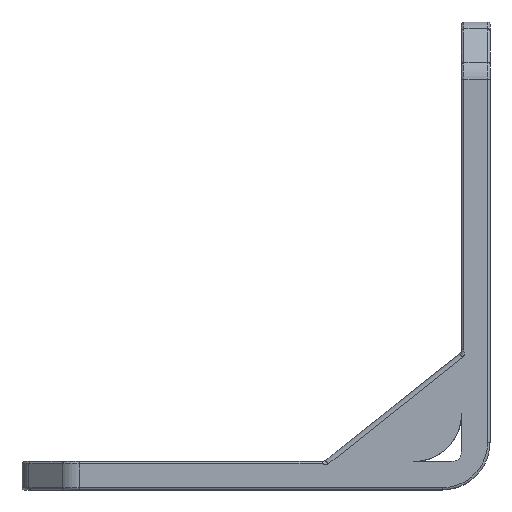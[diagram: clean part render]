
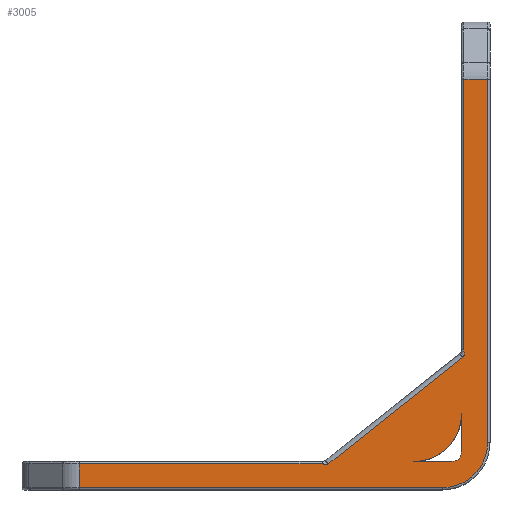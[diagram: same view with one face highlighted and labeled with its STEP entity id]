
A CAD part, left-side view. The second image highlights one B-rep face of the part: STEP entity #3005.
In plain terms, the highlighted planar face has unit normal (-1, 0, 0).
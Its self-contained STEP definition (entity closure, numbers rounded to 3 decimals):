
#100 = AXIS2_PLACEMENT_3D ( 'NONE', #4358, #767, #406 ) ;
#195 = CARTESIAN_POINT ( 'NONE',  ( -50., -43.75, 29.483 ) ) ;
#203 = ORIENTED_EDGE ( 'NONE', *, *, #1563, .T. ) ;
#245 = CARTESIAN_POINT ( 'NONE',  ( -50., -14.147, 5.5 ) ) ;
#256 = EDGE_LOOP ( 'NONE', ( #1378, #3339, #5522, #5340, #203, #1025, #5354, #5375, #4673, #921 ) ) ;
#274 = CIRCLE ( 'NONE', #2407, 2. ) ;
#281 = CARTESIAN_POINT ( 'NONE',  ( -50., -43.75, 29.189 ) ) ;
#406 = DIRECTION ( 'NONE',  ( 0., 0., -1. ) ) ;
#450 = VERTEX_POINT ( 'NONE', #2258 ) ;
#565 = ORIENTED_EDGE ( 'NONE', *, *, #1382, .T. ) ;
#636 = CARTESIAN_POINT ( 'NONE',  ( -50., -48.75, 10. ) ) ;
#657 = CARTESIAN_POINT ( 'NONE',  ( -50., -43.793, 28.926 ) ) ;
#658 = CARTESIAN_POINT ( 'NONE',  ( -50., -33.25, 16. ) ) ;
#661 = VECTOR ( 'NONE', #3214, 1000. ) ;
#753 = CIRCLE ( 'NONE', #3163, 9.5 ) ;
#759 = DIRECTION ( 'NONE',  ( 0., 0., -1. ) ) ;
#767 = DIRECTION ( 'NONE',  ( 1., 0., 0. ) ) ;
#811 = PLANE ( 'NONE',  #100 ) ;
#921 = ORIENTED_EDGE ( 'NONE', *, *, #2529, .T. ) ;
#966 = EDGE_CURVE ( 'NONE', #3022, #1497, #2509, .T. ) ;
#1025 = ORIENTED_EDGE ( 'NONE', *, *, #1318, .T. ) ;
#1143 = CARTESIAN_POINT ( 'NONE',  ( -50., -43.792, 28.154 ) ) ;
#1243 = VERTEX_POINT ( 'NONE', #3307 ) ;
#1318 = EDGE_CURVE ( 'NONE', #2982, #1534, #2540, .T. ) ;
#1352 = LINE ( 'NONE', #4432, #2896 ) ;
#1378 = ORIENTED_EDGE ( 'NONE', *, *, #2471, .T. ) ;
#1382 = EDGE_CURVE ( 'NONE', #4902, #4005, #274, .T. ) ;
#1464 = LINE ( 'NONE', #3303, #3237 ) ;
#1497 = VERTEX_POINT ( 'NONE', #3632 ) ;
#1523 = LINE ( 'NONE', #1551, #4151 ) ;
#1534 = VERTEX_POINT ( 'NONE', #3188 ) ;
#1551 = CARTESIAN_POINT ( 'NONE',  ( -50., -49.25, 5.5 ) ) ;
#1563 = EDGE_CURVE ( 'NONE', #3022, #2982, #1523, .T. ) ;
#1628 = CARTESIAN_POINT ( 'NONE',  ( -50., -14.902, 5.238 ) ) ;
#1640 = LINE ( 'NONE', #3857, #3141 ) ;
#1662 = DIRECTION ( 'NONE',  ( 0., 0., -1. ) ) ;
#1695 = DIRECTION ( 'NONE',  ( 0., 1., 0. ) ) ;
#1731 = CARTESIAN_POINT ( 'NONE',  ( -50., 37.179, 5.5 ) ) ;
#1875 = DIRECTION ( 'NONE',  ( 0., -1., 0. ) ) ;
#2196 = ORIENTED_EDGE ( 'NONE', *, *, #4587, .T. ) ;
#2258 = CARTESIAN_POINT ( 'NONE',  ( -50., -43.75, 29.483 ) ) ;
#2295 = EDGE_CURVE ( 'NONE', #5098, #3478, #1464, .T. ) ;
#2302 = VERTEX_POINT ( 'NONE', #4999 ) ;
#2376 = EDGE_CURVE ( 'NONE', #4975, #4902, #3338, .T. ) ;
#2407 = AXIS2_PLACEMENT_3D ( 'NONE', #3602, #3916, #5335 ) ;
#2436 = DIRECTION ( 'NONE',  ( -1., 0., 0. ) ) ;
#2471 = EDGE_CURVE ( 'NONE', #2302, #450, #5198, .T. ) ;
#2493 = CARTESIAN_POINT ( 'NONE',  ( -50., -13.905, 5.5 ) ) ;
#2509 = B_SPLINE_CURVE_WITH_KNOTS ( 'NONE', 3,
 ( #2493, #245, #5561, #4282, #1628, #5588 ),
 .UNSPECIFIED., .F., .F.,
 ( 4, 2, 4 ),
 ( 0., 0.5, 1. ),
 .UNSPECIFIED. ) ;
#2511 = CARTESIAN_POINT ( 'NONE',  ( -50., -41.25, 6. ) ) ;
#2529 = EDGE_CURVE ( 'NONE', #3478, #2302, #3398, .T. ) ;
#2535 = CARTESIAN_POINT ( 'NONE',  ( -50., -43.25, 86.429 ) ) ;
#2540 = LINE ( 'NONE', #2591, #3416 ) ;
#2591 = CARTESIAN_POINT ( 'NONE',  ( -50., 37.179, 0. ) ) ;
#2654 = VERTEX_POINT ( 'NONE', #3026 ) ;
#2662 = ORIENTED_EDGE ( 'NONE', *, *, #2376, .T. ) ;
#2712 = DIRECTION ( 'NONE',  ( 0., 0., -1. ) ) ;
#2896 = VECTOR ( 'NONE', #1875, 1000. ) ;
#2982 = VERTEX_POINT ( 'NONE', #1731 ) ;
#3005 = ADVANCED_FACE ( 'NONE', ( #4303, #5205 ), #811, .F. ) ;
#3022 = VERTEX_POINT ( 'NONE', #5228 ) ;
#3026 = CARTESIAN_POINT ( 'NONE',  ( -50., -43.493, 27.916 ) ) ;
#3141 = VECTOR ( 'NONE', #3400, 1000. ) ;
#3163 = AXIS2_PLACEMENT_3D ( 'NONE', #3610, #3979, #2712 ) ;
#3188 = CARTESIAN_POINT ( 'NONE',  ( -50., 37.179, 0.5 ) ) ;
#3214 = DIRECTION ( 'NONE',  ( 0., 0., -1. ) ) ;
#3237 = VECTOR ( 'NONE', #3662, 1000. ) ;
#3291 = EDGE_CURVE ( 'NONE', #2654, #1497, #1640, .T. ) ;
#3303 = CARTESIAN_POINT ( 'NONE',  ( -50., -48.75, 6. ) ) ;
#3307 = CARTESIAN_POINT ( 'NONE',  ( -50., -39.25, 0.5 ) ) ;
#3310 = DIRECTION ( 'NONE',  ( 0., 0., 1. ) ) ;
#3338 = LINE ( 'NONE', #5482, #661 ) ;
#3339 = ORIENTED_EDGE ( 'NONE', *, *, #3918, .F. ) ;
#3398 = LINE ( 'NONE', #2535, #4168 ) ;
#3399 = EDGE_LOOP ( 'NONE', ( #3998, #2196, #2662, #565 ) ) ;
#3400 = DIRECTION ( 'NONE',  ( 0., 0.783, -0.621 ) ) ;
#3416 = VECTOR ( 'NONE', #759, 1000. ) ;
#3478 = VERTEX_POINT ( 'NONE', #3631 ) ;
#3555 = AXIS2_PLACEMENT_3D ( 'NONE', #658, #2436, #3310 ) ;
#3578 = EDGE_CURVE ( 'NONE', #4780, #4005, #4449, .T. ) ;
#3602 = CARTESIAN_POINT ( 'NONE',  ( -50., -41.25, 8. ) ) ;
#3610 = CARTESIAN_POINT ( 'NONE',  ( -50., -39.25, 10. ) ) ;
#3631 = CARTESIAN_POINT ( 'NONE',  ( -50., -48.75, 86.429 ) ) ;
#3632 = CARTESIAN_POINT ( 'NONE',  ( -50., -15.148, 5.433 ) ) ;
#3662 = DIRECTION ( 'NONE',  ( 0., 0., 1. ) ) ;
#3695 = CARTESIAN_POINT ( 'NONE',  ( -50., -43.493, 27.916 ) ) ;
#3796 = CARTESIAN_POINT ( 'NONE',  ( -50., -43.75, 29. ) ) ;
#3823 = CIRCLE ( 'NONE', #3555, 10. ) ;
#3852 = EDGE_CURVE ( 'NONE', #1243, #5098, #753, .T. ) ;
#3857 = CARTESIAN_POINT ( 'NONE',  ( -50., -15.04, 5.347 ) ) ;
#3898 = VECTOR ( 'NONE', #4863, 1000. ) ;
#3916 = DIRECTION ( 'NONE',  ( 1., 0., 0. ) ) ;
#3918 = EDGE_CURVE ( 'NONE', #2654, #450, #5361, .T. ) ;
#3979 = DIRECTION ( 'NONE',  ( -1., 0., 0. ) ) ;
#3998 = ORIENTED_EDGE ( 'NONE', *, *, #3578, .F. ) ;
#4005 = VERTEX_POINT ( 'NONE', #2511 ) ;
#4058 = EDGE_CURVE ( 'NONE', #1534, #1243, #1352, .T. ) ;
#4129 = CARTESIAN_POINT ( 'NONE',  ( -50., -43.807, 28.414 ) ) ;
#4151 = VECTOR ( 'NONE', #5391, 1000. ) ;
#4168 = VECTOR ( 'NONE', #1695, 1000. ) ;
#4282 = CARTESIAN_POINT ( 'NONE',  ( -50., -14.709, 5.299 ) ) ;
#4303 = FACE_OUTER_BOUND ( 'NONE', #256, .T. ) ;
#4358 = CARTESIAN_POINT ( 'NONE',  ( -50., -49.25, 6. ) ) ;
#4421 = CARTESIAN_POINT ( 'NONE',  ( -50., -43.25, 8. ) ) ;
#4432 = CARTESIAN_POINT ( 'NONE',  ( -50., -39.25, 0.5 ) ) ;
#4449 = LINE ( 'NONE', #5325, #3898 ) ;
#4506 = CARTESIAN_POINT ( 'NONE',  ( -50., -33.25, 6. ) ) ;
#4587 = EDGE_CURVE ( 'NONE', #4780, #4975, #3823, .T. ) ;
#4673 = ORIENTED_EDGE ( 'NONE', *, *, #2295, .T. ) ;
#4780 = VERTEX_POINT ( 'NONE', #4506 ) ;
#4863 = DIRECTION ( 'NONE',  ( 0., -1., 0. ) ) ;
#4902 = VERTEX_POINT ( 'NONE', #4421 ) ;
#4975 = VERTEX_POINT ( 'NONE', #5309 ) ;
#4999 = CARTESIAN_POINT ( 'NONE',  ( -50., -43.75, 86.429 ) ) ;
#5098 = VERTEX_POINT ( 'NONE', #636 ) ;
#5198 = LINE ( 'NONE', #3796, #5626 ) ;
#5205 = FACE_BOUND ( 'NONE', #3399, .T. ) ;
#5228 = CARTESIAN_POINT ( 'NONE',  ( -50., -13.905, 5.5 ) ) ;
#5309 = CARTESIAN_POINT ( 'NONE',  ( -50., -43.25, 16. ) ) ;
#5325 = CARTESIAN_POINT ( 'NONE',  ( -50., -49.25, 6. ) ) ;
#5335 = DIRECTION ( 'NONE',  ( 0., 0., -1. ) ) ;
#5340 = ORIENTED_EDGE ( 'NONE', *, *, #966, .F. ) ;
#5354 = ORIENTED_EDGE ( 'NONE', *, *, #4058, .T. ) ;
#5361 = B_SPLINE_CURVE_WITH_KNOTS ( 'NONE', 3,
 ( #3695, #1143, #4129, #657, #281, #195 ),
 .UNSPECIFIED., .F., .F.,
 ( 4, 2, 4 ),
 ( 0., 0.5, 1. ),
 .UNSPECIFIED. ) ;
#5375 = ORIENTED_EDGE ( 'NONE', *, *, #3852, .T. ) ;
#5391 = DIRECTION ( 'NONE',  ( 0., 1., 0. ) ) ;
#5482 = CARTESIAN_POINT ( 'NONE',  ( -50., -43.25, 0. ) ) ;
#5522 = ORIENTED_EDGE ( 'NONE', *, *, #3291, .T. ) ;
#5561 = CARTESIAN_POINT ( 'NONE',  ( -50., -14.333, 5.425 ) ) ;
#5588 = CARTESIAN_POINT ( 'NONE',  ( -50., -15.148, 5.433 ) ) ;
#5626 = VECTOR ( 'NONE', #1662, 1000. ) ;
